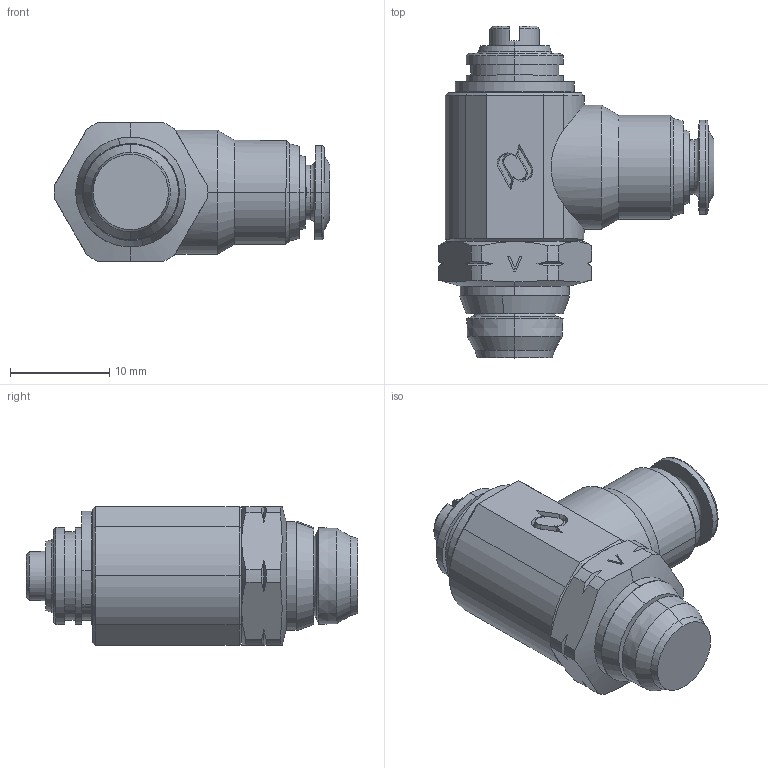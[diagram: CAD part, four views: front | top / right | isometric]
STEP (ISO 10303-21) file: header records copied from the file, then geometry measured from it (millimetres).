
FILE_DESCRIPTION (( 'STEP AP214' ), '1' );
FILE_NAME ('5791000003A.step', '2012-10-22T17:40:17', ( '' ), ( '' ), 'SwSTEP 2.0', 'SolidWorks 2012', '' );
FILE_SCHEMA (( 'AUTOMOTIVE_DESIGN' ));
Length unit declared in the file: millimetre
Products named in the file (1): 5791000003A
Bounding box: 27.86 x 33.5 x 14.02 mm (x, y, z)
Volume: 5167.6 mm3; surface area: 2313.9 mm2
Topology: 1 solids, 1 shells, 207 faces, 504 edges, 317 vertices
Faces by surface type: plane 86, cone 64, cylinder 47, torus 8, bspline 2
Entity records: 7599 total; most frequent: CARTESIAN_POINT 1333, DIRECTION 1057, ORIENTED_EDGE 1008, EDGE_CURVE 504, AXIS2_PLACEMENT_3D 409, VERTEX_POINT 317, VECTOR 239, LINE 239
